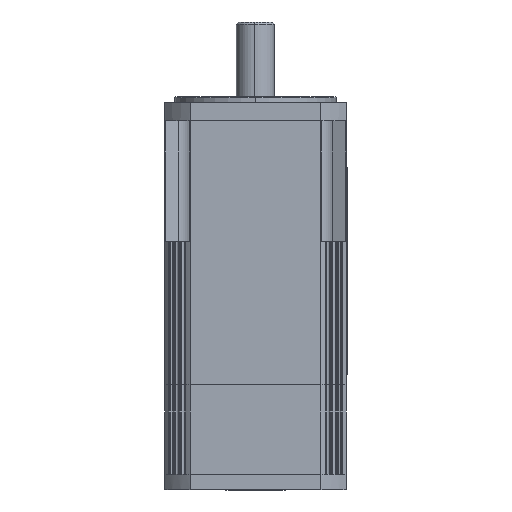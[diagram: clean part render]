
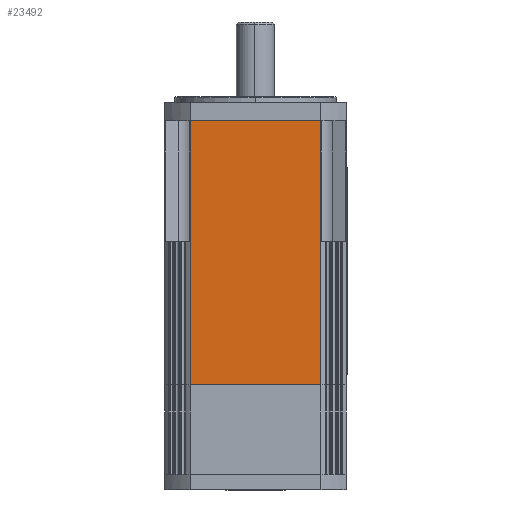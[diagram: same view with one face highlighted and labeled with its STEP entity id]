
A CAD part, front view. The second image highlights one B-rep face of the part: STEP entity #23492.
In plain terms, the highlighted planar face has unit normal (0, -1, 0).
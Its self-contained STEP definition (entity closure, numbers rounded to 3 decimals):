
#23453=CARTESIAN_POINT('',(32.485,-45.0,0.0));
#23454=DIRECTION('',(0.0,-1.0,0.0));
#23455=DIRECTION('',(0.0,0.0,-1.0));
#23456=AXIS2_PLACEMENT_3D('',#23453,#23454,#23455);
#23457=PLANE('',#23456);
#23458=CARTESIAN_POINT('',(32.485,-45.0,131.0));
#23459=VERTEX_POINT('',#23458);
#23460=CARTESIAN_POINT('',(-32.485,-45.0,131.0));
#23461=VERTEX_POINT('',#23460);
#23462=CARTESIAN_POINT('',(32.485,-45.0,131.0));
#23463=DIRECTION('',(-1.0,0.0,0.0));
#23464=VECTOR('',#23463,64.969);
#23465=LINE('',#23462,#23464);
#23466=EDGE_CURVE('',#23459,#23461,#23465,.T.);
#23467=ORIENTED_EDGE('',*,*,#23466,.T.);
#23468=CARTESIAN_POINT('',(-32.485,-45.0,0.0));
#23469=VERTEX_POINT('',#23468);
#23470=CARTESIAN_POINT('',(-32.485,-45.0,0.0));
#23471=DIRECTION('',(0.0,0.0,1.0));
#23472=VECTOR('',#23471,131.0);
#23473=LINE('',#23470,#23472);
#23474=EDGE_CURVE('',#23469,#23461,#23473,.T.);
#23475=ORIENTED_EDGE('',*,*,#23474,.F.);
#23476=CARTESIAN_POINT('',(32.485,-45.0,0.0));
#23477=VERTEX_POINT('',#23476);
#23478=CARTESIAN_POINT('',(-32.485,-45.0,0.0));
#23479=DIRECTION('',(1.0,0.0,0.0));
#23480=VECTOR('',#23479,64.969);
#23481=LINE('',#23478,#23480);
#23482=EDGE_CURVE('',#23469,#23477,#23481,.T.);
#23483=ORIENTED_EDGE('',*,*,#23482,.T.);
#23484=CARTESIAN_POINT('',(32.485,-45.0,0.0));
#23485=DIRECTION('',(0.0,0.0,1.0));
#23486=VECTOR('',#23485,131.0);
#23487=LINE('',#23484,#23486);
#23488=EDGE_CURVE('',#23477,#23459,#23487,.T.);
#23489=ORIENTED_EDGE('',*,*,#23488,.T.);
#23490=EDGE_LOOP('',(#23467,#23475,#23483,#23489));
#23491=FACE_OUTER_BOUND('',#23490,.T.);
#23492=ADVANCED_FACE('',(#23491),#23457,.T.);
